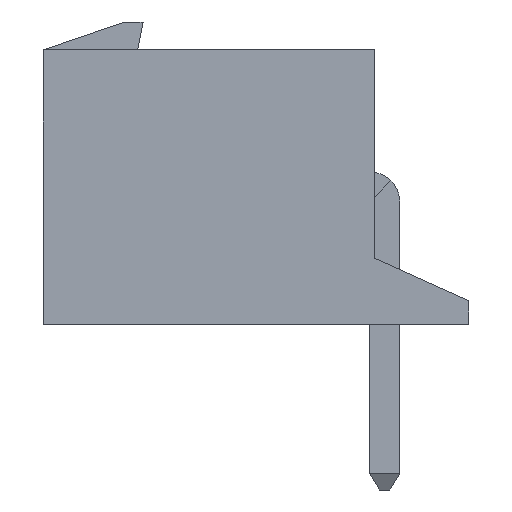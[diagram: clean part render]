
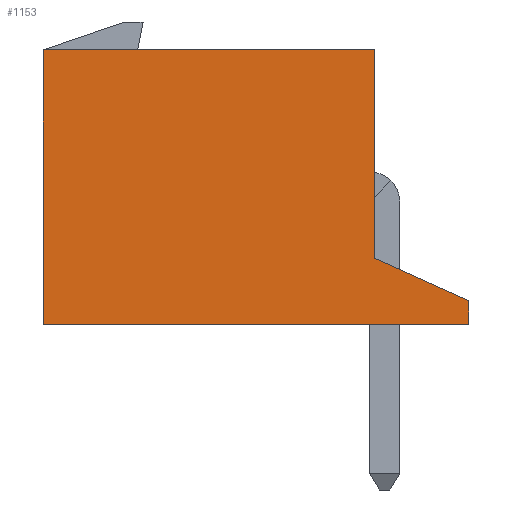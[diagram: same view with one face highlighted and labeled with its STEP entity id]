
A CAD part, left-side view. The second image highlights one B-rep face of the part: STEP entity #1153.
In plain terms, the highlighted planar face has unit normal (-1, 0, 0).
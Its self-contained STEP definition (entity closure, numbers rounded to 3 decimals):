
#127 = CARTESIAN_POINT ( 'NONE',  ( -7.45, 7., -2.9 ) ) ;
#152 = ORIENTED_EDGE ( 'NONE', *, *, #2065, .T. ) ;
#238 = ORIENTED_EDGE ( 'NONE', *, *, #837, .F. ) ;
#354 = CARTESIAN_POINT ( 'NONE',  ( -7.45, 7., 0. ) ) ;
#370 = LINE ( 'NONE', #3809, #1376 ) ;
#426 = DIRECTION ( 'NONE',  ( 0., 1., 0. ) ) ;
#488 = CARTESIAN_POINT ( 'NONE',  ( -7.45, 0., 2.9 ) ) ;
#559 = DIRECTION ( 'NONE',  ( 0., 0., 1. ) ) ;
#643 = ORIENTED_EDGE ( 'NONE', *, *, #882, .T. ) ;
#837 = EDGE_CURVE ( 'NONE', #1647, #888, #3334, .T. ) ;
#882 = EDGE_CURVE ( 'NONE', #5522, #3820, #2044, .T. ) ;
#888 = VERTEX_POINT ( 'NONE', #1703 ) ;
#1071 = EDGE_CURVE ( 'NONE', #2128, #1647, #370, .T. ) ;
#1153 = ADVANCED_FACE ( 'NONE', ( #3055 ), #3158, .T. ) ;
#1282 = EDGE_CURVE ( 'NONE', #5072, #888, #2591, .T. ) ;
#1284 = VECTOR ( 'NONE', #1724, 1000. ) ;
#1347 = ORIENTED_EDGE ( 'NONE', *, *, #5247, .T. ) ;
#1376 = VECTOR ( 'NONE', #426, 1000. ) ;
#1647 = VERTEX_POINT ( 'NONE', #127 ) ;
#1703 = CARTESIAN_POINT ( 'NONE',  ( -7.45, 7., 2.9 ) ) ;
#1724 = DIRECTION ( 'NONE',  ( 0., 0., 1. ) ) ;
#1772 = CARTESIAN_POINT ( 'NONE',  ( -7.45, -2., -2.9 ) ) ;
#1995 = VECTOR ( 'NONE', #2984, 1000. ) ;
#2044 = LINE ( 'NONE', #3790, #1995 ) ;
#2065 = EDGE_CURVE ( 'NONE', #3820, #5072, #4976, .T. ) ;
#2128 = VERTEX_POINT ( 'NONE', #5151 ) ;
#2382 = VECTOR ( 'NONE', #3261, 1000. ) ;
#2395 = CARTESIAN_POINT ( 'NONE',  ( -7.45, -2., -2.4 ) ) ;
#2591 = LINE ( 'NONE', #488, #4808 ) ;
#2656 = DIRECTION ( 'NONE',  ( 0., 0., 1. ) ) ;
#2984 = DIRECTION ( 'NONE',  ( 0., 0.912, 0.41 ) ) ;
#3051 = CARTESIAN_POINT ( 'NONE',  ( -7.45, 0., -1.5 ) ) ;
#3055 = FACE_OUTER_BOUND ( 'NONE', #3594, .T. ) ;
#3158 = PLANE ( 'NONE',  #5169 ) ;
#3261 = DIRECTION ( 'NONE',  ( 0., 0., 1. ) ) ;
#3334 = LINE ( 'NONE', #354, #1284 ) ;
#3522 = ORIENTED_EDGE ( 'NONE', *, *, #1071, .F. ) ;
#3594 = EDGE_LOOP ( 'NONE', ( #643, #152, #5051, #238, #3522, #1347 ) ) ;
#3790 = CARTESIAN_POINT ( 'NONE',  ( -7.45, -2., -2.4 ) ) ;
#3809 = CARTESIAN_POINT ( 'NONE',  ( -7.45, 0., -2.9 ) ) ;
#3820 = VERTEX_POINT ( 'NONE', #3051 ) ;
#4160 = CARTESIAN_POINT ( 'NONE',  ( -7.45, 0., -2.9 ) ) ;
#4359 = DIRECTION ( 'NONE',  ( -1., 0., 0. ) ) ;
#4372 = DIRECTION ( 'NONE',  ( 0., 1., 0. ) ) ;
#4751 = VECTOR ( 'NONE', #2656, 1000. ) ;
#4761 = LINE ( 'NONE', #1772, #4751 ) ;
#4784 = CARTESIAN_POINT ( 'NONE',  ( -7.45, 0., -2.9 ) ) ;
#4808 = VECTOR ( 'NONE', #4372, 1000. ) ;
#4930 = CARTESIAN_POINT ( 'NONE',  ( -7.45, 0., 2.9 ) ) ;
#4976 = LINE ( 'NONE', #4160, #2382 ) ;
#5051 = ORIENTED_EDGE ( 'NONE', *, *, #1282, .T. ) ;
#5072 = VERTEX_POINT ( 'NONE', #4930 ) ;
#5151 = CARTESIAN_POINT ( 'NONE',  ( -7.45, -2., -2.9 ) ) ;
#5169 = AXIS2_PLACEMENT_3D ( 'NONE', #4784, #4359, #559 ) ;
#5247 = EDGE_CURVE ( 'NONE', #2128, #5522, #4761, .T. ) ;
#5522 = VERTEX_POINT ( 'NONE', #2395 ) ;
